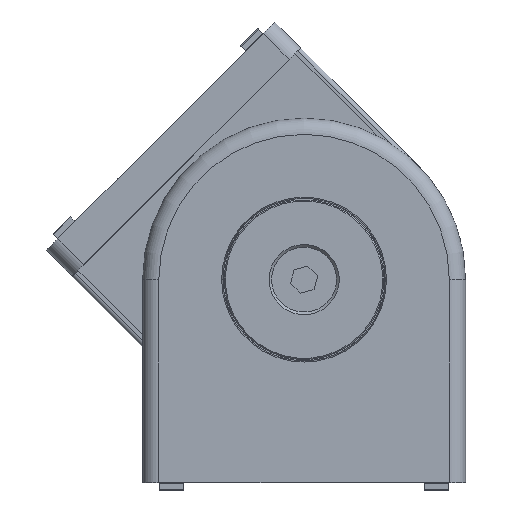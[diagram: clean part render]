
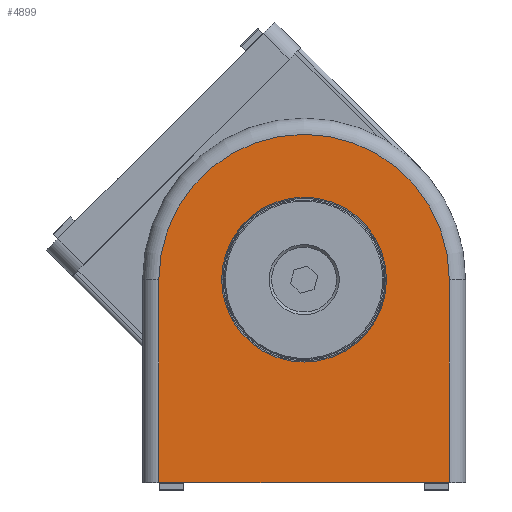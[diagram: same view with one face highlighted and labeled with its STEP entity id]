
A CAD part, top view. The second image highlights one B-rep face of the part: STEP entity #4899.
In plain terms, the highlighted face is planar.
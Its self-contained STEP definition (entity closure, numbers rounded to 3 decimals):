
#291=CIRCLE('',#5408,20.319);
#292=CIRCLE('',#5409,35.8);
#1011=ORIENTED_EDGE('',*,*,#2175,.F.);
#1012=ORIENTED_EDGE('',*,*,#2173,.T.);
#1013=ORIENTED_EDGE('',*,*,#2176,.T.);
#1014=ORIENTED_EDGE('',*,*,#2161,.F.);
#1015=ORIENTED_EDGE('',*,*,#2177,.T.);
#2161=EDGE_CURVE('',#2782,#2783,#3168,.T.);
#2173=EDGE_CURVE('',#2789,#2788,#3173,.T.);
#2175=EDGE_CURVE('',#2790,#2790,#291,.F.);
#2176=EDGE_CURVE('',#2788,#2783,#3174,.T.);
#2177=EDGE_CURVE('',#2782,#2789,#292,.T.);
#2782=VERTEX_POINT('',#7938);
#2783=VERTEX_POINT('',#7939);
#2788=VERTEX_POINT('',#7959);
#2789=VERTEX_POINT('',#7961);
#2790=VERTEX_POINT('',#7965);
#3168=LINE('',#7937,#3589);
#3173=LINE('',#7960,#3594);
#3174=LINE('',#7966,#3595);
#3589=VECTOR('',#6354,1000.);
#3594=VECTOR('',#6381,1000.);
#3595=VECTOR('',#6388,1000.);
#4027=EDGE_LOOP('',(#1011));
#4028=EDGE_LOOP('',(#1012,#1013,#1014,#1015));
#4397=FACE_BOUND('',#4027,.T.);
#4398=FACE_BOUND('',#4028,.T.);
#4667=PLANE('',#5407);
#4899=ADVANCED_FACE('',(#4397,#4398),#4667,.F.);
#5407=AXIS2_PLACEMENT_3D('',#7963,#6384,#6385);
#5408=AXIS2_PLACEMENT_3D('',#7964,#6386,#6387);
#5409=AXIS2_PLACEMENT_3D('',#7967,#6389,#6390);
#6354=DIRECTION('',(0.,-1.,0.));
#6381=DIRECTION('',(0.,-1.,0.));
#6384=DIRECTION('',(-1.,0.,0.));
#6385=DIRECTION('',(0.,0.,1.));
#6386=DIRECTION('',(-1.,0.,0.));
#6387=DIRECTION('',(0.,0.,1.));
#6388=DIRECTION('',(0.,0.,-1.));
#6389=DIRECTION('',(1.,0.,0.));
#6390=DIRECTION('',(0.,0.,-1.));
#7937=CARTESIAN_POINT('',(19.9,40.,-35.8));
#7938=CARTESIAN_POINT('',(19.9,0.,-35.8));
#7939=CARTESIAN_POINT('',(19.9,-50.,-35.8));
#7959=CARTESIAN_POINT('',(19.9,-50.,35.8));
#7960=CARTESIAN_POINT('',(19.9,40.,35.8));
#7961=CARTESIAN_POINT('',(19.9,0.,35.8));
#7963=CARTESIAN_POINT('',(19.9,40.,35.8));
#7964=CARTESIAN_POINT('',(19.9,0.,0.));
#7965=CARTESIAN_POINT('',(19.9,0.,20.319));
#7966=CARTESIAN_POINT('',(19.9,-50.,35.8));
#7967=CARTESIAN_POINT('',(19.9,0.,0.));
